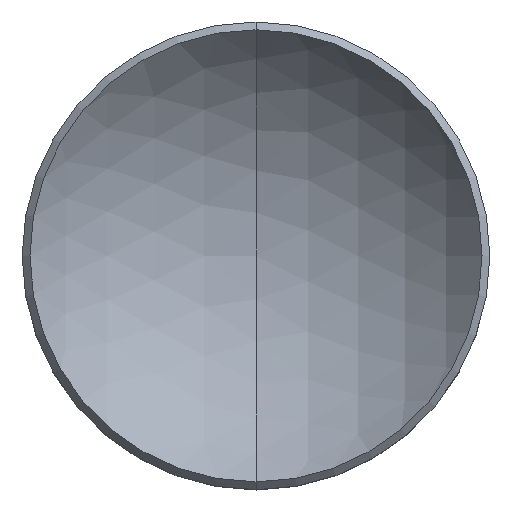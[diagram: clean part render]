
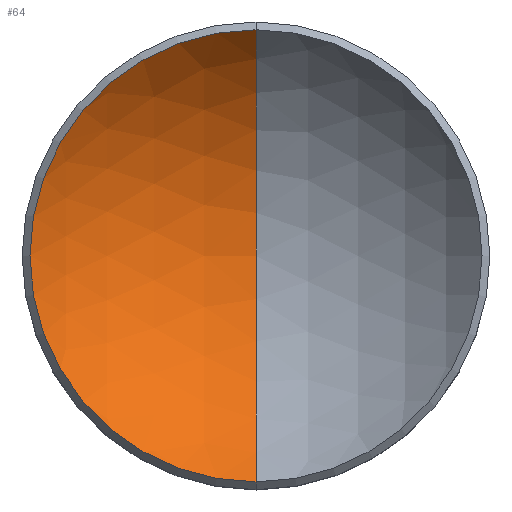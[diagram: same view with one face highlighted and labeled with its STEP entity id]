
A CAD part, top view. The second image highlights one B-rep face of the part: STEP entity #64.
In plain terms, the highlighted spherical face has radius 7.8 mm.
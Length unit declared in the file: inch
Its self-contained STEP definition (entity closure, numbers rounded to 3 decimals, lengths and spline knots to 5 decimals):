
#16 = EDGE_LOOP ( 'NONE', ( #22, #161, #198 ) ) ;
#18 = VERTEX_POINT ( 'NONE', #23 ) ;
#22 = ORIENTED_EDGE ( 'NONE', *, *, #34, .F. ) ;
#23 = CARTESIAN_POINT ( 'NONE',  ( 0., -0.24165, 0.09258 ) ) ;
#34 = EDGE_CURVE ( 'NONE', #18, #221, #302, .T. ) ;
#37 = CIRCLE ( 'NONE', #75, 0.30709 ) ;
#53 = CARTESIAN_POINT ( 'NONE',  ( 0., 0., 0.28208 ) ) ;
#64 = ADVANCED_FACE ( 'NONE', ( #230 ), #132, .F. ) ;
#75 = AXIS2_PLACEMENT_3D ( 'NONE', #233, #97, #261 ) ;
#94 = DIRECTION ( 'NONE',  ( 1., 0., 0. ) ) ;
#97 = DIRECTION ( 'NONE',  ( -1., 0., 0. ) ) ;
#98 = CARTESIAN_POINT ( 'NONE',  ( 0., 0., 0.09258 ) ) ;
#106 = CIRCLE ( 'NONE', #142, 0.30709 ) ;
#121 = DIRECTION ( 'NONE',  ( 0., 1., 0. ) ) ;
#125 = DIRECTION ( 'NONE',  ( 0., 1., 0. ) ) ;
#132 = SPHERICAL_SURFACE ( 'NONE', #255, 0.30709 ) ;
#142 = AXIS2_PLACEMENT_3D ( 'NONE', #229, #94, #258 ) ;
#161 = ORIENTED_EDGE ( 'NONE', *, *, #187, .T. ) ;
#187 = EDGE_CURVE ( 'NONE', #18, #281, #106, .T. ) ;
#198 = ORIENTED_EDGE ( 'NONE', *, *, #272, .F. ) ;
#208 = CARTESIAN_POINT ( 'NONE',  ( 0., 0.24165, 0.09258 ) ) ;
#214 = DIRECTION ( 'NONE',  ( 1., 0., 0. ) ) ;
#221 = VERTEX_POINT ( 'NONE', #208 ) ;
#229 = CARTESIAN_POINT ( 'NONE',  ( 0., 0., 0.28208 ) ) ;
#230 = FACE_OUTER_BOUND ( 'NONE', #16, .T. ) ;
#233 = CARTESIAN_POINT ( 'NONE',  ( 0., 0., 0.28208 ) ) ;
#255 = AXIS2_PLACEMENT_3D ( 'NONE', #53, #214, #125 ) ;
#258 = DIRECTION ( 'NONE',  ( 0., 1., 0. ) ) ;
#261 = DIRECTION ( 'NONE',  ( 0., 0., 1. ) ) ;
#262 = DIRECTION ( 'NONE',  ( 0., 0., -1. ) ) ;
#272 = EDGE_CURVE ( 'NONE', #221, #281, #37, .T. ) ;
#281 = VERTEX_POINT ( 'NONE', #285 ) ;
#285 = CARTESIAN_POINT ( 'NONE',  ( 0., 0., -0.02501 ) ) ;
#297 = AXIS2_PLACEMENT_3D ( 'NONE', #98, #262, #121 ) ;
#302 = CIRCLE ( 'NONE', #297, 0.24165 ) ;
